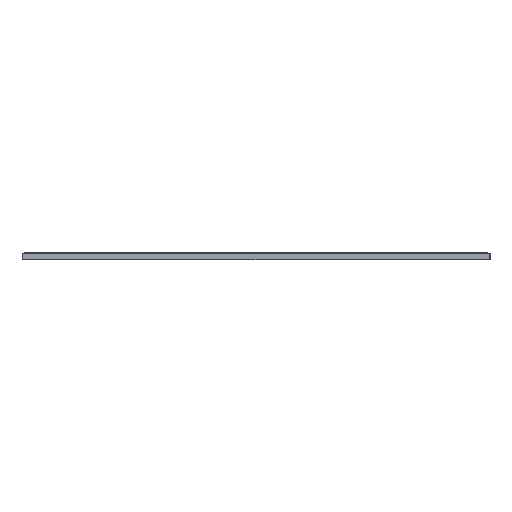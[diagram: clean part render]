
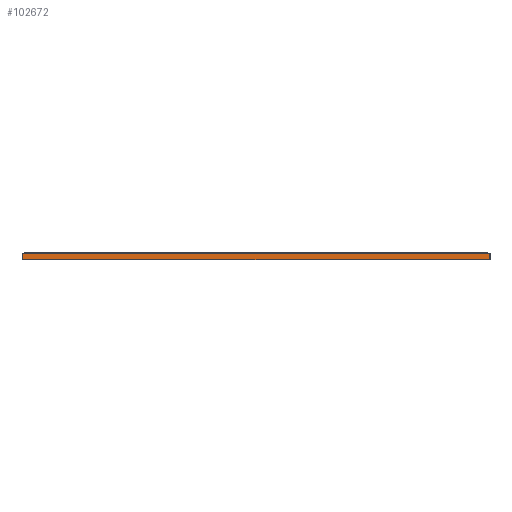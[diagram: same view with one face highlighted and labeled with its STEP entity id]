
A CAD part, front view. The second image highlights one B-rep face of the part: STEP entity #102672.
In plain terms, the highlighted planar face has unit normal (0, -1, 0).
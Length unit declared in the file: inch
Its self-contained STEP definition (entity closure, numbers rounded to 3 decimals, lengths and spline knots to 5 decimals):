
#5101 = CARTESIAN_POINT ( 'NONE',  ( -2.155, 0., 0.06 ) ) ;
#13810 = LINE ( 'NONE', #28209, #89978 ) ;
#14768 = ORIENTED_EDGE ( 'NONE', *, *, #137945, .F. ) ;
#18959 = DIRECTION ( 'NONE',  ( 1., 0., 0. ) ) ;
#28209 = CARTESIAN_POINT ( 'NONE',  ( 2.155, 0., 0.06 ) ) ;
#37057 = VECTOR ( 'NONE', #124381, 39.37008 ) ;
#38828 = FACE_OUTER_BOUND ( 'NONE', #217493, .T. ) ;
#68118 = DIRECTION ( 'NONE',  ( 0., 0., 1. ) ) ;
#72598 = CARTESIAN_POINT ( 'NONE',  ( -2.16, 0., 0.06 ) ) ;
#73437 = DIRECTION ( 'NONE',  ( 0., 0., 1. ) ) ;
#74104 = CARTESIAN_POINT ( 'NONE',  ( -2.155, 0., 0. ) ) ;
#89978 = VECTOR ( 'NONE', #68118, 39.37008 ) ;
#99779 = EDGE_CURVE ( 'NONE', #122528, #190473, #13810, .T. ) ;
#102672 = ADVANCED_FACE ( 'NONE', ( #38828 ), #111835, .F. ) ;
#105390 = CARTESIAN_POINT ( 'NONE',  ( 2.155, 0., 0.06 ) ) ;
#111835 = PLANE ( 'NONE',  #119700 ) ;
#113257 = LINE ( 'NONE', #5101, #37057 ) ;
#114400 = CARTESIAN_POINT ( 'NONE',  ( -2.16, 0., 0.06 ) ) ;
#118248 = CARTESIAN_POINT ( 'NONE',  ( 2.155, 0., 0. ) ) ;
#119700 = AXIS2_PLACEMENT_3D ( 'NONE', #72598, #210664, #73437 ) ;
#122528 = VERTEX_POINT ( 'NONE', #118248 ) ;
#124381 = DIRECTION ( 'NONE',  ( 0., 0., -1. ) ) ;
#137945 = EDGE_CURVE ( 'NONE', #219301, #190473, #175990, .T. ) ;
#166504 = CARTESIAN_POINT ( 'NONE',  ( -2.155, 0., 0.06 ) ) ;
#175990 = LINE ( 'NONE', #114400, #182099 ) ;
#179124 = VERTEX_POINT ( 'NONE', #74104 ) ;
#182099 = VECTOR ( 'NONE', #18959, 39.37008 ) ;
#183545 = EDGE_CURVE ( 'NONE', #179124, #122528, #189789, .T. ) ;
#187271 = ORIENTED_EDGE ( 'NONE', *, *, #183545, .T. ) ;
#189789 = LINE ( 'NONE', #191707, #204886 ) ;
#190473 = VERTEX_POINT ( 'NONE', #105390 ) ;
#191707 = CARTESIAN_POINT ( 'NONE',  ( -2.16, 0., 0. ) ) ;
#204886 = VECTOR ( 'NONE', #248037, 39.37008 ) ;
#206097 = ORIENTED_EDGE ( 'NONE', *, *, #222065, .T. ) ;
#210664 = DIRECTION ( 'NONE',  ( 0., 1., 0. ) ) ;
#212440 = ORIENTED_EDGE ( 'NONE', *, *, #99779, .T. ) ;
#217493 = EDGE_LOOP ( 'NONE', ( #187271, #212440, #14768, #206097 ) ) ;
#219301 = VERTEX_POINT ( 'NONE', #166504 ) ;
#222065 = EDGE_CURVE ( 'NONE', #219301, #179124, #113257, .T. ) ;
#248037 = DIRECTION ( 'NONE',  ( 1., 0., 0. ) ) ;
